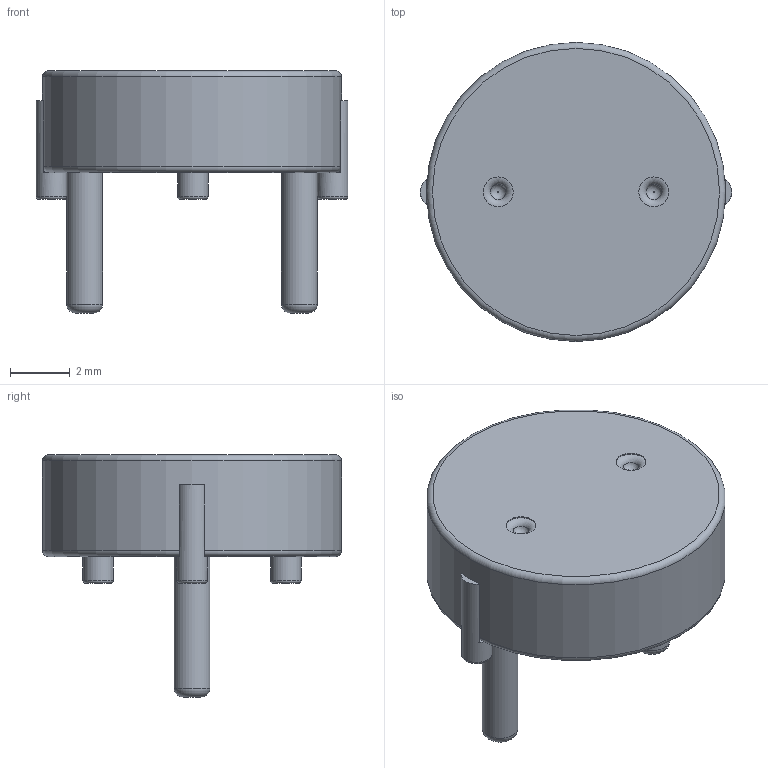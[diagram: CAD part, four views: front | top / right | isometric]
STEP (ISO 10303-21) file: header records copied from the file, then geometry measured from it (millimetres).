
FILE_DESCRIPTION(('HOOPS Exchange Step'),'2;1');
FILE_NAME('temp_export','2023-02-22T11:17:46+08:00',('30abd'),('Shapr3D Limited'),'HOOPS Exchange 2022.2','Shapr3D','Authorized');
FILE_SCHEMA( ('AUTOMOTIVE_DESIGN { 1 0 10303 214 1 1 1 1 }') );
Length unit declared in the file: millimetre
Products named in the file (1): root
Bounding box: 10.42 x 10 x 8.1 mm (x, y, z)
Volume: 280.3 mm3; surface area: 320 mm2
Topology: 5 solids, 5 shells, 40 faces, 72 edges, 46 vertices
Faces by surface type: plane 16, cylinder 12, torus 12
Full cylindrical faces by diameter (mm): 1 x2, 1.02 x4, 1.2 x2, 10 x1
Entity records: 1039 total; most frequent: DIRECTION 212, CARTESIAN_POINT 159, ORIENTED_EDGE 144, AXIS2_PLACEMENT_3D 99, EDGE_CURVE 72, CIRCLE 58, VERTEX_POINT 46, EDGE_LOOP 44
